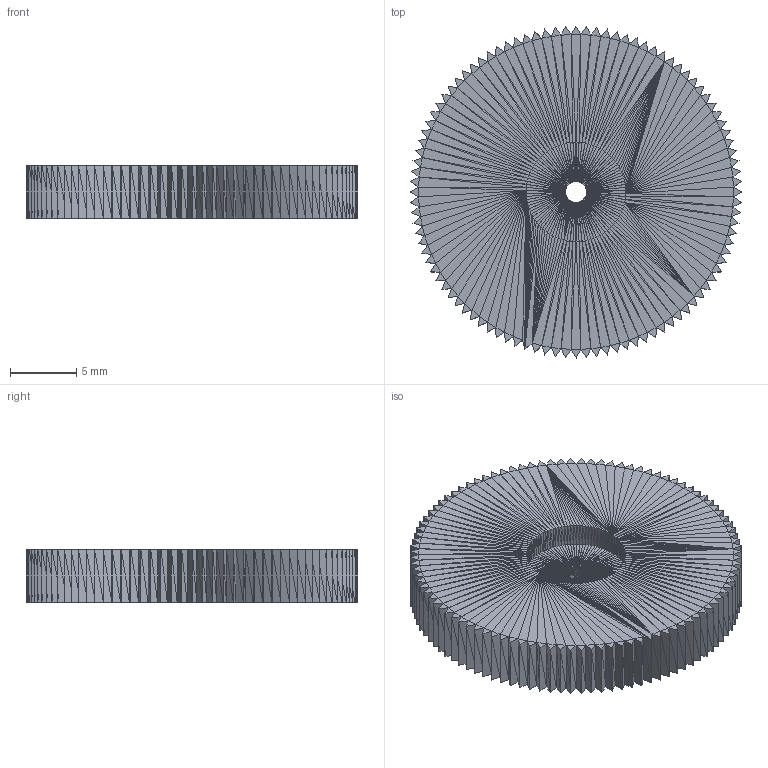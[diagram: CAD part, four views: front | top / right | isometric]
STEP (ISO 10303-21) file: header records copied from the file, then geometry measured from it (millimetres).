
FILE_DESCRIPTION(/* description */ (''),/* implementation_level */ '2;1');
FILE_NAME(/* name */ 'Volume-Knob-Recessed.step',/* time_stamp */ '2023-03-08T11:00:37-07:00',/* author */ (''),/* organization */ (''),/* preprocessor_version */ 'ST-DEVELOPER v19.2',/* originating_system */ 'Autodesk Translation Framework v11.17.0.187',/* authorisation */ '');
FILE_SCHEMA (('AUTOMOTIVE_DESIGN { 1 0 10303 214 3 1 1 }'));
Length unit declared in the file: millimetre
Products named in the file (1): (Unsaved)
Bounding box: 25 x 25 x 3.98 mm (x, y, z)
Volume: 1770.4 mm3; surface area: 1575.8 mm2
Topology: 1 solids, 1 shells, 1896 faces, 2862 edges, 966 vertices
Faces by surface type: plane 1896
Entity records: 37175 total; most frequent: DIRECTION 6656, CARTESIAN_POINT 5725, ORIENTED_EDGE 5724, LINE 2862, VECTOR 2862, EDGE_CURVE 2862, AXIS2_PLACEMENT_3D 1897, FACE_OUTER_BOUND 1896
